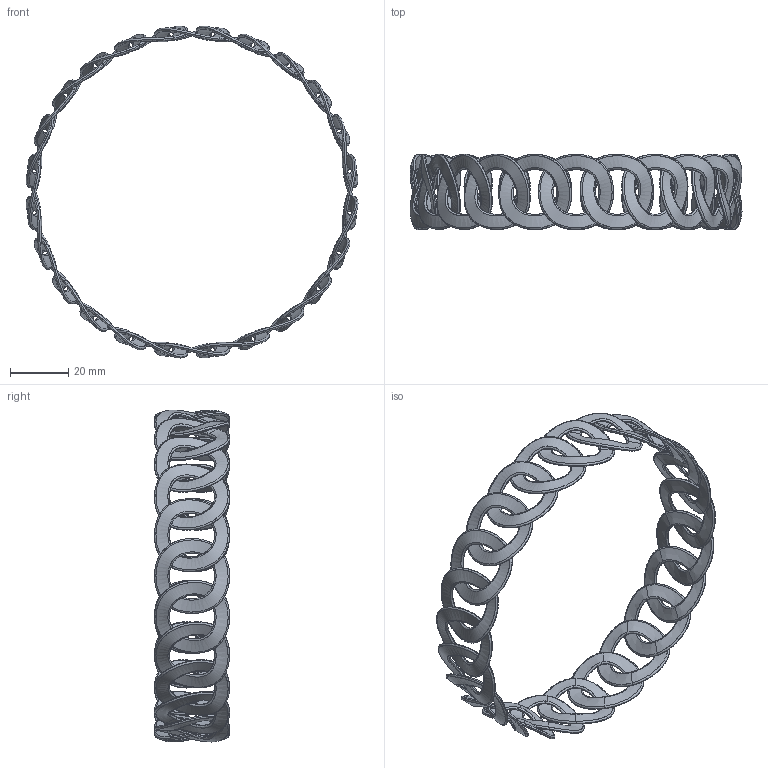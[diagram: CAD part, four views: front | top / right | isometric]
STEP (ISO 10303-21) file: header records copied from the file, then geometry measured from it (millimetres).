
FILE_DESCRIPTION(('FreeCAD Model'),'2;1');
FILE_NAME('Open CASCADE Shape Model','2025-04-27T21:13:09',('FreeCAD'),( 'FreeCAD'),'Open CASCADE STEP processor 7.6','FreeCAD','Unknown');
FILE_SCHEMA(('AUTOMOTIVE_DESIGN { 1 0 10303 214 1 1 1 1 }'));
Products named in the file (1): Open CASCADE STEP translator 7.6 1
Bounding box: 114.03 x 25.83 x 114.03 mm (x, y, z)
Surface area: 18865.5 mm2 (no closed solid volume)
Topology: 0 solids, 288 shells, 288 faces, 3864 edges, 3864 vertices
Faces by surface type: bspline 288
Entity records: 123080 total; most frequent: CARTESIAN_POINT 106457, ORIENTED_EDGE 3864, EDGE_CURVE 3864, VERTEX_POINT 3864, B_SPLINE_CURVE_WITH_KNOTS 3480, SHELL_BASED_SURFACE_MODEL 288, OPEN_SHELL 288, ADVANCED_FACE 288
